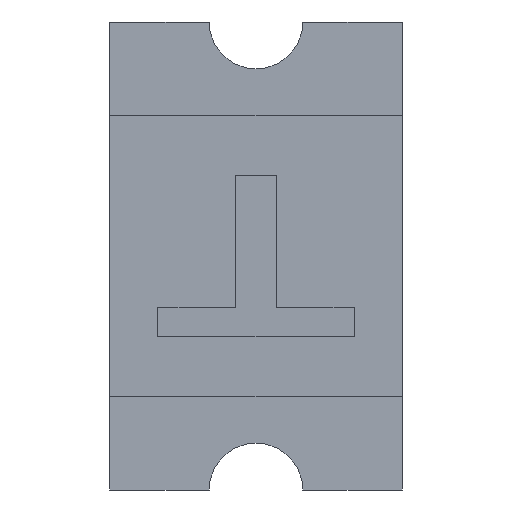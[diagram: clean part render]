
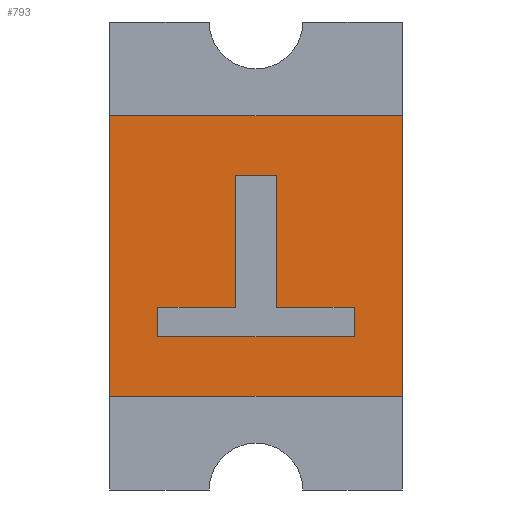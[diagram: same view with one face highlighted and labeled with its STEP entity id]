
A CAD part, front view. The second image highlights one B-rep face of the part: STEP entity #793.
In plain terms, the highlighted planar face has unit normal (0, -1, 0).
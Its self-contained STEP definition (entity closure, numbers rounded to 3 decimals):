
#396=CARTESIAN_POINT('',(0.625,0.,0.6));
#397=VERTEX_POINT('',#396);
#404=CARTESIAN_POINT('',(0.625,0.,-0.6));
#405=VERTEX_POINT('',#404);
#406=CARTESIAN_POINT('',(0.625,0.,0.6));
#407=DIRECTION('',(0.,0.,-1.));
#408=VECTOR('',#407,1.2);
#409=LINE('',#406,#408);
#410=EDGE_CURVE('',#397,#405,#409,.T.);
#578=CARTESIAN_POINT('',(-0.625,0.,0.6));
#579=VERTEX_POINT('',#578);
#588=CARTESIAN_POINT('',(-0.625,0.,0.6));
#589=DIRECTION('',(1.,0.,0.));
#590=VECTOR('',#589,1.25);
#591=LINE('',#588,#590);
#592=EDGE_CURVE('',#579,#397,#591,.T.);
#650=CARTESIAN_POINT('',(-0.625,0.,-0.6));
#651=VERTEX_POINT('',#650);
#652=CARTESIAN_POINT('',(0.625,0.,-0.6));
#653=DIRECTION('',(-1.,0.,-0.));
#654=VECTOR('',#653,1.25);
#655=LINE('',#652,#654);
#656=EDGE_CURVE('',#405,#651,#655,.T.);
#688=CARTESIAN_POINT('',(0.089,0.,0.346));
#689=VERTEX_POINT('',#688);
#690=CARTESIAN_POINT('',(-0.089,0.,0.346));
#691=VERTEX_POINT('',#690);
#692=CARTESIAN_POINT('',(0.089,0.,0.346));
#693=DIRECTION('',(-1.,0.,0.));
#694=VECTOR('',#693,0.178);
#695=LINE('',#692,#694);
#696=EDGE_CURVE('',#689,#691,#695,.T.);
#698=CARTESIAN_POINT('',(-0.089,0.,-0.22));
#699=VERTEX_POINT('',#698);
#700=CARTESIAN_POINT('',(-0.089,0.,0.346));
#701=DIRECTION('',(0.,0.,-1.));
#702=VECTOR('',#701,0.566);
#703=LINE('',#700,#702);
#704=EDGE_CURVE('',#691,#699,#703,.T.);
#706=CARTESIAN_POINT('',(-0.419,0.,-0.22));
#707=VERTEX_POINT('',#706);
#708=CARTESIAN_POINT('',(-0.089,0.,-0.22));
#709=DIRECTION('',(-1.,0.,0.));
#710=VECTOR('',#709,0.33);
#711=LINE('',#708,#710);
#712=EDGE_CURVE('',#699,#707,#711,.T.);
#714=CARTESIAN_POINT('',(-0.419,0.,-0.346));
#715=VERTEX_POINT('',#714);
#716=CARTESIAN_POINT('',(-0.419,0.,-0.22));
#717=DIRECTION('',(-0.,0.,-1.));
#718=VECTOR('',#717,0.126);
#719=LINE('',#716,#718);
#720=EDGE_CURVE('',#707,#715,#719,.T.);
#722=CARTESIAN_POINT('',(0.419,0.,-0.346));
#723=VERTEX_POINT('',#722);
#724=CARTESIAN_POINT('',(-0.419,0.,-0.346));
#725=DIRECTION('',(1.,0.,0.));
#726=VECTOR('',#725,0.838);
#727=LINE('',#724,#726);
#728=EDGE_CURVE('',#715,#723,#727,.T.);
#730=CARTESIAN_POINT('',(0.419,0.,-0.22));
#731=VERTEX_POINT('',#730);
#732=CARTESIAN_POINT('',(0.419,0.,-0.346));
#733=DIRECTION('',(-0.,0.,1.));
#734=VECTOR('',#733,0.126);
#735=LINE('',#732,#734);
#736=EDGE_CURVE('',#723,#731,#735,.T.);
#738=CARTESIAN_POINT('',(0.089,0.,-0.22));
#739=VERTEX_POINT('',#738);
#740=CARTESIAN_POINT('',(0.419,0.,-0.22));
#741=DIRECTION('',(-1.,0.,0.));
#742=VECTOR('',#741,0.33);
#743=LINE('',#740,#742);
#744=EDGE_CURVE('',#731,#739,#743,.T.);
#746=CARTESIAN_POINT('',(0.089,0.,-0.22));
#747=DIRECTION('',(0.,-0.,1.));
#748=VECTOR('',#747,0.566);
#749=LINE('',#746,#748);
#750=EDGE_CURVE('',#739,#689,#749,.T.);
#767=CARTESIAN_POINT('',(0.,0.,-1.));
#768=DIRECTION('',(0.,1.,0.));
#769=DIRECTION('',(1.,0.,0.));
#770=AXIS2_PLACEMENT_3D('',#767,#768,#769);
#771=PLANE('',#770);
#772=ORIENTED_EDGE('',*,*,#704,.F.);
#773=ORIENTED_EDGE('',*,*,#696,.F.);
#774=ORIENTED_EDGE('',*,*,#750,.F.);
#775=ORIENTED_EDGE('',*,*,#744,.F.);
#776=ORIENTED_EDGE('',*,*,#736,.F.);
#777=ORIENTED_EDGE('',*,*,#728,.F.);
#778=ORIENTED_EDGE('',*,*,#720,.F.);
#779=ORIENTED_EDGE('',*,*,#712,.F.);
#780=EDGE_LOOP('',(#772,#773,#774,#775,#776,#777,#778,#779));
#781=FACE_BOUND('',#780,.T.);
#782=ORIENTED_EDGE('',*,*,#656,.F.);
#783=ORIENTED_EDGE('',*,*,#410,.F.);
#784=ORIENTED_EDGE('',*,*,#592,.F.);
#785=CARTESIAN_POINT('',(-0.625,0.,-0.6));
#786=DIRECTION('',(0.,-0.,1.));
#787=VECTOR('',#786,1.2);
#788=LINE('',#785,#787);
#789=EDGE_CURVE('',#651,#579,#788,.T.);
#790=ORIENTED_EDGE('',*,*,#789,.F.);
#791=EDGE_LOOP('',(#782,#783,#784,#790));
#792=FACE_BOUND('',#791,.T.);
#793=ADVANCED_FACE('',(#781,#792),#771,.F.);
